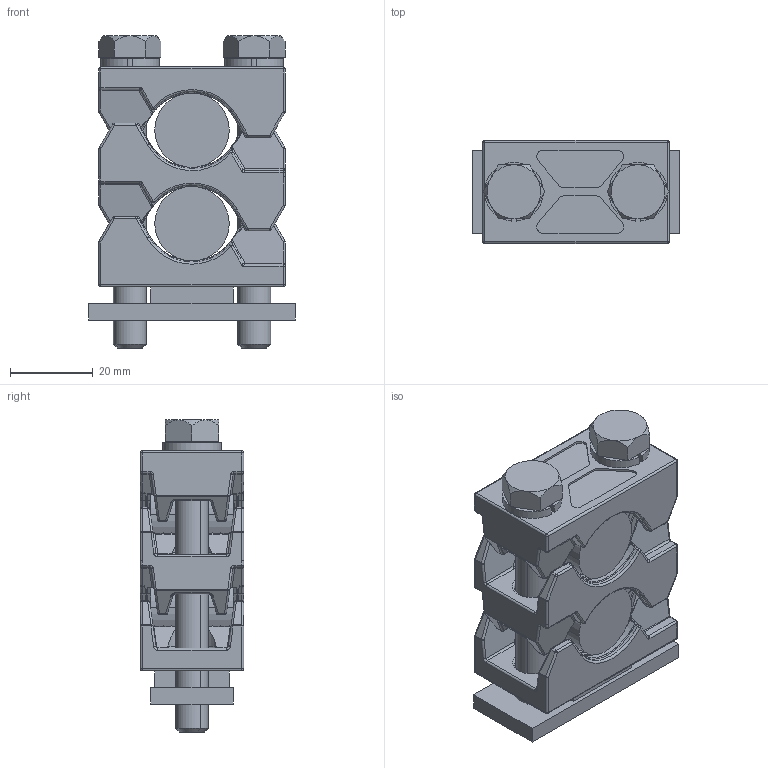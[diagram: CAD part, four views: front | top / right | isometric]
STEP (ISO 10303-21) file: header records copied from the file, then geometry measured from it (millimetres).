
FILE_DESCRIPTION(('CATIA V5 STEP'),'2;1');
FILE_NAME('K3112002_Prismenklemme-P32.stp','2015-08-28T13:41:07+00:00',('none'),('Jean Müller GmbH'),'CATIA Version 5 Release 19 SP 9 (IN-10)','CATIA V5 STEP AP214','none');
FILE_SCHEMA(('AUTOMOTIVE_DESIGN { 1 0 10303 214 1 1 1 1 }'));
Length unit declared in the file: millimetre
Products named in the file (8): K3112002_Prismenklemme P32; 70199_Klemmenteil Gr3; 70219_Druckstück Gr 3; 57401_Klemmenunterteil; 65732_Sechskantschraube M8x70_DIN933; 66812_Federring DIN 127 A8; 14735_23_Kabel 185qmm; 14735_11_Schiene 18x4
Assembly tree (11 placements, depth 2):
  K3112002_Prismenklemme P32
    70199_Klemmenteil Gr3  x2
    70219_Druckstück Gr 3
    57401_Klemmenunterteil
    65732_Sechskantschraube M8x70_DIN933  x2
    66812_Federring DIN 127 A8  x2
    14735_23_Kabel 185qmm  x2
    14735_11_Schiene 18x4
Bounding box: 50 x 25 x 75.5 mm (x, y, z)
Volume: 51393.8 mm3; surface area: 26642.8 mm2
Topology: 11 solids, 11 shells, 1102 faces, 2752 edges, 1550 vertices
Faces by surface type: cylinder 440, bspline 304, plane 290, cone 68
Entity records: 35536 total; most frequent: CARTESIAN_POINT 14415, ORIENTED_EDGE 3830, DIRECTION 2146, EDGE_CURVE 1915, VERTEX_POINT 1131, AXIS2_PLACEMENT_3D 850, EDGE_LOOP 814, ADVANCED_FACE 799
